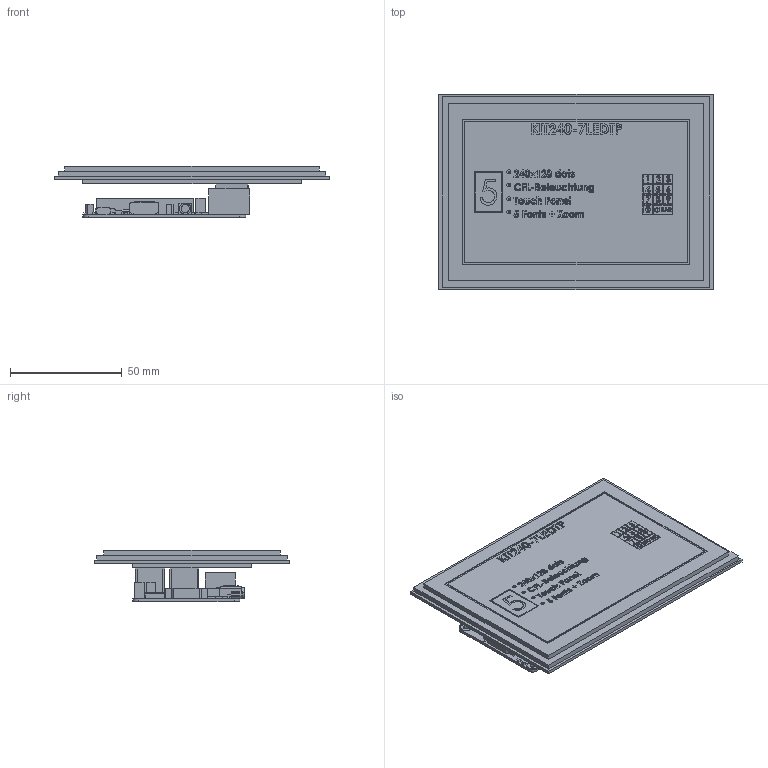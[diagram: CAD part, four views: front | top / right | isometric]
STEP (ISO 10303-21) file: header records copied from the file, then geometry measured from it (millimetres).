
FILE_DESCRIPTION(('FreeCAD Model'),'2;1');
FILE_NAME('Open CASCADE Shape Model','2025-05-04T00:31:17',('FreeCAD'),( 'FreeCAD'),'Open CASCADE STEP processor 7.6','FreeCAD','Unknown');
FILE_SCHEMA(('AUTOMOTIVE_DESIGN { 1 0 10303 214 1 1 1 1 }'));
Products named in the file (1): Open CASCADE STEP translator 7.6 1
Bounding box: 122.46 x 87.37 x 22.85 mm (x, y, z)
Volume: 82787.6 mm3; surface area: 53695.3 mm2
Topology: 180 solids, 180 shells, 3526 faces, 9010 edges, 6004 vertices
Faces by surface type: bspline 3526
Entity records: 148695 total; most frequent: CARTESIAN_POINT 92129, ORIENTED_EDGE 18020, EDGE_CURVE 9010, B_SPLINE_CURVE_WITH_KNOTS 8600, VERTEX_POINT 6004, FACE_BOUND 3856, EDGE_LOOP 3856, ADVANCED_FACE 3526
